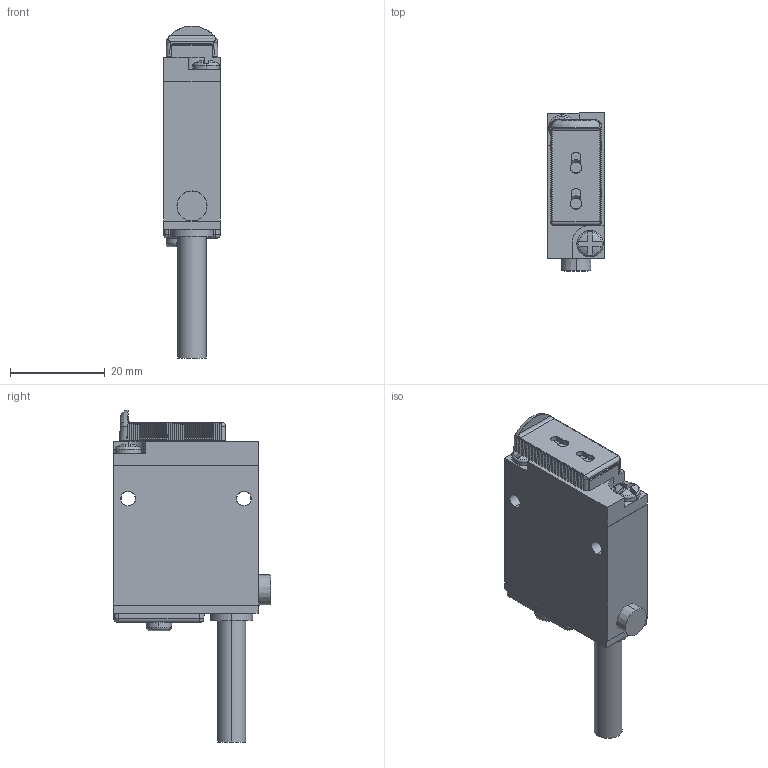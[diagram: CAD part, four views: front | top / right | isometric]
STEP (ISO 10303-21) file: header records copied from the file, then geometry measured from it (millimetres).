
FILE_DESCRIPTION((''),'2;1');
FILE_NAME('154449_SM01_ASM','2025-09-10T10:09:40',('banengservice'),('BANNER ENGINEERING'),'CREO PARAMETRIC BY PTC INC, 2022414','CREO PARAMETRIC BY PTC INC, 2022414','');
FILE_SCHEMA(('CONFIG_CONTROL_DESIGN'));
Products named in the file (3): 154449_EP01; 09460_WEB; 154449_SM01_ASM
Assembly tree (2 placements, depth 2):
  154449_SM01_ASM
    154449_EP01
    09460_WEB
Bounding box: 12.04 x 33.32 x 70.14 mm (x, y, z)
Volume: 15679.1 mm3; surface area: 6433.5 mm2
Topology: 2 solids, 2 shells, 485 faces, 1360 edges, 890 vertices
Faces by surface type: plane 289, cylinder 152, cone 20, bspline 9, sphere 8, torus 7
Entity records: 16259 total; most frequent: CARTESIAN_POINT 4001, ORIENTED_EDGE 2718, DIRECTION 2274, EDGE_CURVE 1359, VECTOR 944, LINE 944, VERTEX_POINT 890, AXIS2_PLACEMENT_3D 665
